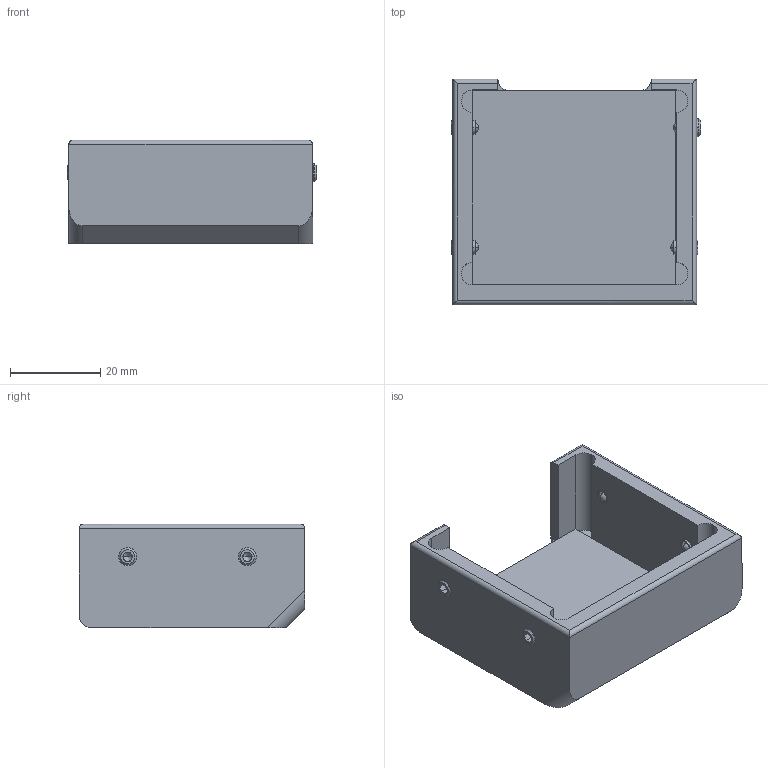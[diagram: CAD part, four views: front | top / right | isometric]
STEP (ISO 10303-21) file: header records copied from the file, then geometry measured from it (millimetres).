
FILE_DESCRIPTION((''),'2;1');
FILE_NAME('15301171_Schweißschutz.stp','2015-11-02T13:23:04',(''),(''),'Mechanical Desktop 2009','Mechanical Desktop 2009',', , ');
FILE_SCHEMA(('CONFIG_CONTROL_DESIGN'));
Length unit declared in the file: millimetre
Products named in the file (4): 15301171; K0383-1046_KUGELDRUCKSCHRAUBE_KIPP.2; 00.02_K46-1441-0001_GLASSCHEIBE; 00.01_K46-1441-0001_HALTER
Assembly tree (6 placements, depth 2):
  15301171
    K0383-1046_KUGELDRUCKSCHRAUBE_KIPP.2  x4
    00.02_K46-1441-0001_GLASSCHEIBE
    00.01_K46-1441-0001_HALTER
Bounding box: 55.2 x 50 x 23 mm (x, y, z)
Volume: 17313.3 mm3; surface area: 14733.2 mm2
Topology: 6 solids, 6 shells, 189 faces, 487 edges, 298 vertices
Faces by surface type: plane 91, cylinder 54, cone 36, sphere 8
Entity records: 3444 total; most frequent: CARTESIAN_POINT 738, DIRECTION 573, ORIENTED_EDGE 512, EDGE_CURVE 256, AXIS2_PLACEMENT_3D 210, VERTEX_POINT 163, VECTOR 153, LINE 153
